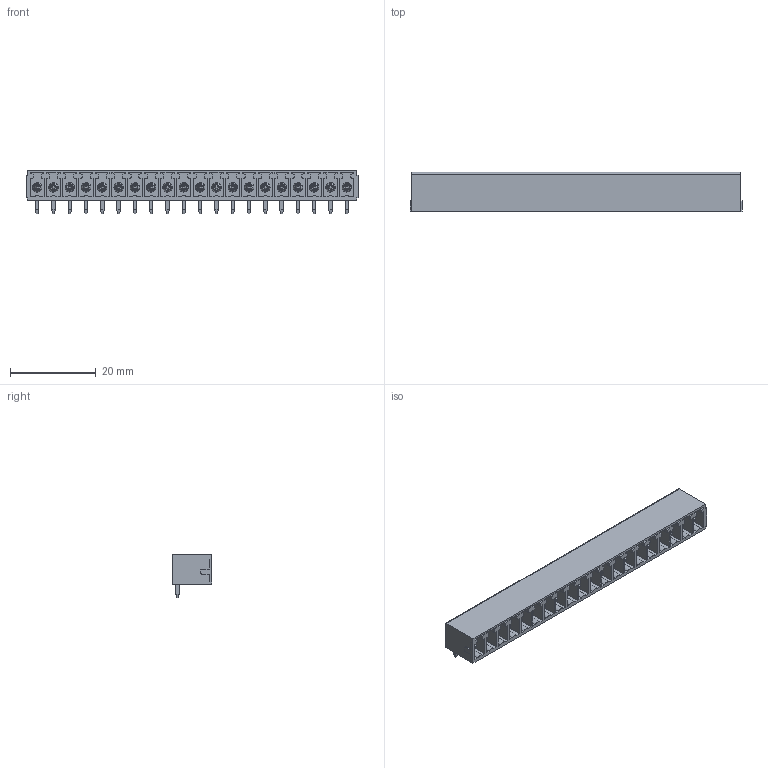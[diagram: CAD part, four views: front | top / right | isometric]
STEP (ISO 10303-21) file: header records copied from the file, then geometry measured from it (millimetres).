
FILE_DESCRIPTION(('CATIA V5 STEP Exchange','CAx-IF Rec.Pracs.--- Model Styling and Organization---1.2---2011-12-15'),'2;1');
FILE_NAME ('D1459775_0', '2018-09-28T16:55:11+00:00', ('none'), ('Weidmueller'), 'CATIA Version 5-6 Release 2014', 'CATIA V5 STEP AP214', 'none');
FILE_SCHEMA(('AUTOMOTIVE_DESIGN { 1 0 10303 214 1 1 1 1 }'));
Length unit declared in the file: millimetre
Products named in the file (1): 1942250000
Bounding box: 77.59 x 9.2 x 10.25 mm (x, y, z)
Volume: 2209.6 mm3; surface area: 7202.1 mm2
Topology: 21 solids, 21 shells, 1575 faces, 4518 edges, 3045 vertices
Faces by surface type: plane 1126, cylinder 369, cone 40, torus 40
Entity records: 47502 total; most frequent: CARTESIAN_POINT 9288, ORIENTED_EDGE 9036, DIRECTION 6038, EDGE_CURVE 4518, VECTOR 3540, LINE 3540, VERTEX_POINT 3045, EDGE_LOOP 1675
